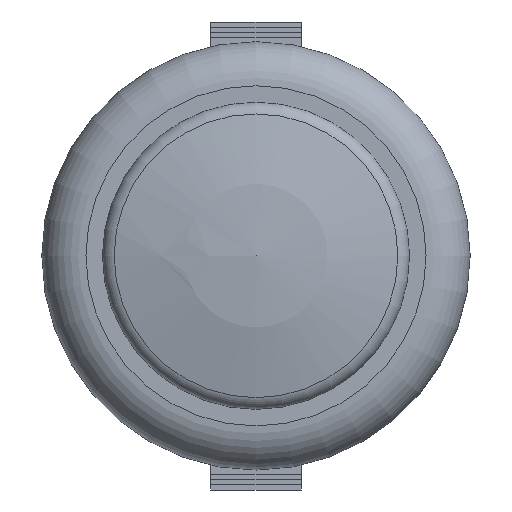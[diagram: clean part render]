
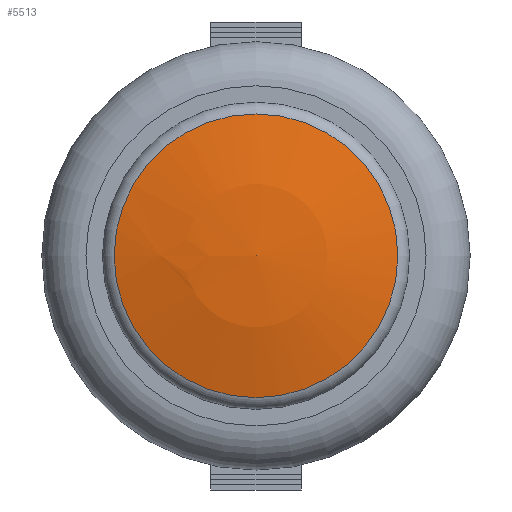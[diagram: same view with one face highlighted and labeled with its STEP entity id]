
A CAD part, top view. The second image highlights one B-rep face of the part: STEP entity #5513.
In plain terms, the highlighted spherical face has radius 35 mm.
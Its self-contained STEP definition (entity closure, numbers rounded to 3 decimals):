
#34=SPHERICAL_SURFACE('',#5981,35.);
#360=CIRCLE('',#5979,9.007);
#362=CIRCLE('',#5982,35.);
#645=FACE_OUTER_BOUND('',#954,.T.);
#954=EDGE_LOOP('',(#5009,#5010,#5011));
#2637=VERTEX_POINT('',#9926);
#2638=VERTEX_POINT('',#9930);
#3427=EDGE_CURVE('',#2637,#2637,#360,.T.);
#3429=EDGE_CURVE('',#2638,#2637,#362,.T.);
#5009=ORIENTED_EDGE('',*,*,#3427,.T.);
#5010=ORIENTED_EDGE('',*,*,#3429,.F.);
#5011=ORIENTED_EDGE('',*,*,#3429,.T.);
#5513=ADVANCED_FACE('',(#645),#34,.T.);
#5979=AXIS2_PLACEMENT_3D('',#9927,#7423,#7424);
#5981=AXIS2_PLACEMENT_3D('',#9929,#7427,#7428);
#5982=AXIS2_PLACEMENT_3D('',#9931,#7429,#7430);
#7423=DIRECTION('center_axis',(0.,0.,1.));
#7424=DIRECTION('ref_axis',(1.,0.,0.));
#7427=DIRECTION('center_axis',(0.,0.,1.));
#7428=DIRECTION('ref_axis',(1.,0.,0.));
#7429=DIRECTION('center_axis',(0.,-1.,0.));
#7430=DIRECTION('ref_axis',(-1.,0.,0.));
#9926=CARTESIAN_POINT('',(-9.007,0.,18.321));
#9927=CARTESIAN_POINT('Origin',(0.,0.,18.321));
#9929=CARTESIAN_POINT('Origin',(0.,0.,-15.5));
#9930=CARTESIAN_POINT('',(0.,0.,19.5));
#9931=CARTESIAN_POINT('Origin',(0.,0.,-15.5));
